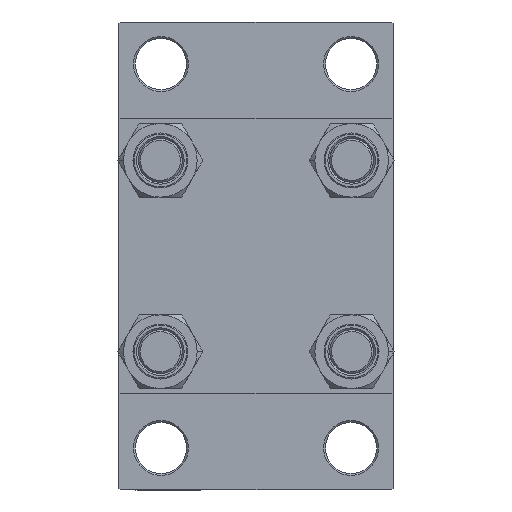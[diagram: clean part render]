
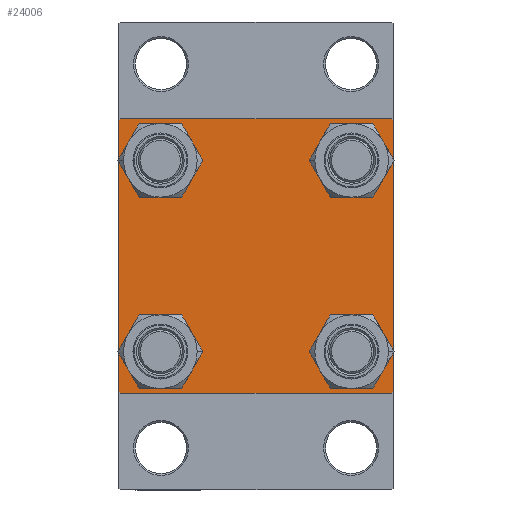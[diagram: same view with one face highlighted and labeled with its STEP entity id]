
A CAD part, left-side view. The second image highlights one B-rep face of the part: STEP entity #24006.
In plain terms, the highlighted planar face has unit normal (-1, 0, 0).
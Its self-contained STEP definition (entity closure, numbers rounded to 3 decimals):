
#180 = VECTOR ( 'NONE', #38903, 1000. ) ;
#473 = VERTEX_POINT ( 'NONE', #22489 ) ;
#595 = CARTESIAN_POINT ( 'NONE',  ( 0., -26.15, 19.65 ) ) ;
#1127 = DIRECTION ( 'NONE',  ( 1., 0., 0. ) ) ;
#1356 = CARTESIAN_POINT ( 'NONE',  ( 0., 26.15, -26.15 ) ) ;
#1710 = CARTESIAN_POINT ( 'NONE',  ( 0., -37.25, 37.25 ) ) ;
#2399 = CIRCLE ( 'NONE', #45293, 6.5 ) ;
#2763 = CARTESIAN_POINT ( 'NONE',  ( 0., 37., 37.5 ) ) ;
#3078 = ORIENTED_EDGE ( 'NONE', *, *, #16904, .T. ) ;
#3087 = DIRECTION ( 'NONE',  ( 1., 0., 0. ) ) ;
#3347 = CARTESIAN_POINT ( 'NONE',  ( 0., -37.5, 37.5 ) ) ;
#3405 = CARTESIAN_POINT ( 'NONE',  ( 0., -26.15, -19.65 ) ) ;
#3406 = DIRECTION ( 'NONE',  ( 0., 0., 1. ) ) ;
#3827 = FACE_BOUND ( 'NONE', #13026, .T. ) ;
#4236 = DIRECTION ( 'NONE',  ( 0., 0., 1. ) ) ;
#5007 = PLANE ( 'NONE',  #40063 ) ;
#5532 = EDGE_LOOP ( 'NONE', ( #31229, #40999 ) ) ;
#5846 = CARTESIAN_POINT ( 'NONE',  ( 0., 37., -37.5 ) ) ;
#6232 = CIRCLE ( 'NONE', #37626, 6.5 ) ;
#6331 = ORIENTED_EDGE ( 'NONE', *, *, #34890, .T. ) ;
#7104 = DIRECTION ( 'NONE',  ( 0., 0., 1. ) ) ;
#7223 = EDGE_CURVE ( 'NONE', #30091, #11232, #43454, .T. ) ;
#7565 = VERTEX_POINT ( 'NONE', #11348 ) ;
#8028 = EDGE_CURVE ( 'NONE', #18710, #11138, #20522, .T. ) ;
#8322 = CARTESIAN_POINT ( 'NONE',  ( 0., -37.5, 37. ) ) ;
#9000 = LINE ( 'NONE', #23641, #24089 ) ;
#9188 = VECTOR ( 'NONE', #20815, 1000. ) ;
#9285 = EDGE_CURVE ( 'NONE', #473, #19754, #43361, .T. ) ;
#9913 = CARTESIAN_POINT ( 'NONE',  ( 0., 26.15, 32.65 ) ) ;
#10468 = DIRECTION ( 'NONE',  ( 1., 0., 0. ) ) ;
#11053 = CARTESIAN_POINT ( 'NONE',  ( 0., -26.15, 26.15 ) ) ;
#11138 = VERTEX_POINT ( 'NONE', #17261 ) ;
#11232 = VERTEX_POINT ( 'NONE', #39787 ) ;
#11348 = CARTESIAN_POINT ( 'NONE',  ( 0., -37., -37.5 ) ) ;
#11948 = ORIENTED_EDGE ( 'NONE', *, *, #44163, .T. ) ;
#12653 = CARTESIAN_POINT ( 'NONE',  ( 0., -37.5, -37. ) ) ;
#13026 = EDGE_LOOP ( 'NONE', ( #3078, #32951 ) ) ;
#13202 = EDGE_LOOP ( 'NONE', ( #13905, #33629 ) ) ;
#13334 = EDGE_CURVE ( 'NONE', #14786, #41873, #39707, .T. ) ;
#13905 = ORIENTED_EDGE ( 'NONE', *, *, #29118, .T. ) ;
#13947 = DIRECTION ( 'NONE',  ( 1., 0., 0. ) ) ;
#14126 = CARTESIAN_POINT ( 'NONE',  ( 0., 26.15, 26.15 ) ) ;
#14437 = AXIS2_PLACEMENT_3D ( 'NONE', #21318, #3087, #39772 ) ;
#14455 = ORIENTED_EDGE ( 'NONE', *, *, #44813, .T. ) ;
#14537 = CARTESIAN_POINT ( 'NONE',  ( 0., -26.15, -26.15 ) ) ;
#14786 = VERTEX_POINT ( 'NONE', #9913 ) ;
#15542 = CARTESIAN_POINT ( 'NONE',  ( 0., -26.15, -26.15 ) ) ;
#16045 = AXIS2_PLACEMENT_3D ( 'NONE', #11053, #13947, #3406 ) ;
#16246 = DIRECTION ( 'NONE',  ( 0., -0.707, 0.707 ) ) ;
#16711 = DIRECTION ( 'NONE',  ( 0., 0., 1. ) ) ;
#16904 = EDGE_CURVE ( 'NONE', #11138, #18710, #27541, .T. ) ;
#16973 = CIRCLE ( 'NONE', #39178, 6.5 ) ;
#17046 = VERTEX_POINT ( 'NONE', #34302 ) ;
#17153 = EDGE_CURVE ( 'NONE', #17267, #40191, #36422, .T. ) ;
#17236 = CARTESIAN_POINT ( 'NONE',  ( 0., 37.25, -37.25 ) ) ;
#17261 = CARTESIAN_POINT ( 'NONE',  ( 0., -26.15, 32.65 ) ) ;
#17267 = VERTEX_POINT ( 'NONE', #8322 ) ;
#17506 = EDGE_CURVE ( 'NONE', #31736, #17046, #47167, .T. ) ;
#18259 = VECTOR ( 'NONE', #28959, 1000. ) ;
#18328 = ORIENTED_EDGE ( 'NONE', *, *, #17153, .F. ) ;
#18710 = VERTEX_POINT ( 'NONE', #595 ) ;
#19412 = FACE_BOUND ( 'NONE', #13202, .T. ) ;
#19583 = EDGE_CURVE ( 'NONE', #43497, #38766, #2399, .T. ) ;
#19754 = VERTEX_POINT ( 'NONE', #5846 ) ;
#20192 = ORIENTED_EDGE ( 'NONE', *, *, #31666, .F. ) ;
#20306 = DIRECTION ( 'NONE',  ( 0., 0., 1. ) ) ;
#20522 = CIRCLE ( 'NONE', #31974, 6.5 ) ;
#20815 = DIRECTION ( 'NONE',  ( 0., 0.707, -0.707 ) ) ;
#20950 = AXIS2_PLACEMENT_3D ( 'NONE', #1356, #1127, #44778 ) ;
#21318 = CARTESIAN_POINT ( 'NONE',  ( 0., 26.15, 26.15 ) ) ;
#21770 = DIRECTION ( 'NONE',  ( 1., 0., 0. ) ) ;
#22172 = VECTOR ( 'NONE', #28766, 1000. ) ;
#22489 = CARTESIAN_POINT ( 'NONE',  ( 0., 37.5, -37. ) ) ;
#23381 = CARTESIAN_POINT ( 'NONE',  ( 0., 26.15, -32.65 ) ) ;
#23527 = AXIS2_PLACEMENT_3D ( 'NONE', #14537, #10468, #7104 ) ;
#23641 = CARTESIAN_POINT ( 'NONE',  ( 0., 37.5, 37.5 ) ) ;
#23753 = ORIENTED_EDGE ( 'NONE', *, *, #27754, .T. ) ;
#24006 = ADVANCED_FACE ( 'NONE', ( #3827, #39227, #19412, #42586, #24343 ), #5007, .T. ) ;
#24035 = CARTESIAN_POINT ( 'NONE',  ( 0., 37.5, -37.5 ) ) ;
#24089 = VECTOR ( 'NONE', #42111, 1000. ) ;
#24343 = FACE_OUTER_BOUND ( 'NONE', #31754, .T. ) ;
#26557 = DIRECTION ( 'NONE',  ( 0., 0., 1. ) ) ;
#27265 = LINE ( 'NONE', #31819, #36905 ) ;
#27541 = CIRCLE ( 'NONE', #16045, 6.5 ) ;
#27622 = CARTESIAN_POINT ( 'NONE',  ( 0., 37.5, 37.5 ) ) ;
#27754 = EDGE_CURVE ( 'NONE', #17267, #42349, #45350, .T. ) ;
#27968 = CARTESIAN_POINT ( 'NONE',  ( 0., 26.15, -26.15 ) ) ;
#28766 = DIRECTION ( 'NONE',  ( 0., 0., -1. ) ) ;
#28959 = DIRECTION ( 'NONE',  ( 0., -0.707, -0.707 ) ) ;
#29118 = EDGE_CURVE ( 'NONE', #38766, #43497, #41635, .T. ) ;
#30091 = VERTEX_POINT ( 'NONE', #3405 ) ;
#30716 = EDGE_LOOP ( 'NONE', ( #40994, #34025 ) ) ;
#31198 = ORIENTED_EDGE ( 'NONE', *, *, #17506, .T. ) ;
#31229 = ORIENTED_EDGE ( 'NONE', *, *, #13334, .T. ) ;
#31666 = EDGE_CURVE ( 'NONE', #31736, #42349, #9000, .T. ) ;
#31736 = VERTEX_POINT ( 'NONE', #2763 ) ;
#31754 = EDGE_LOOP ( 'NONE', ( #6331, #32382, #14455, #11948, #18328, #23753, #20192, #31198 ) ) ;
#31819 = CARTESIAN_POINT ( 'NONE',  ( 0., -37.25, -37.25 ) ) ;
#31974 = AXIS2_PLACEMENT_3D ( 'NONE', #39749, #21770, #4236 ) ;
#32382 = ORIENTED_EDGE ( 'NONE', *, *, #9285, .T. ) ;
#32951 = ORIENTED_EDGE ( 'NONE', *, *, #8028, .T. ) ;
#33629 = ORIENTED_EDGE ( 'NONE', *, *, #19583, .T. ) ;
#33817 = CARTESIAN_POINT ( 'NONE',  ( 0., 26.15, -19.65 ) ) ;
#34025 = ORIENTED_EDGE ( 'NONE', *, *, #39165, .T. ) ;
#34302 = CARTESIAN_POINT ( 'NONE',  ( 0., 37.5, 37. ) ) ;
#34890 = EDGE_CURVE ( 'NONE', #17046, #473, #42511, .T. ) ;
#35161 = DIRECTION ( 'NONE',  ( 1., 0., 0. ) ) ;
#35383 = DIRECTION ( 'NONE',  ( -1., 0., 0. ) ) ;
#35664 = CARTESIAN_POINT ( 'NONE',  ( 0., 37.25, 37.25 ) ) ;
#36422 = LINE ( 'NONE', #3347, #22172 ) ;
#36905 = VECTOR ( 'NONE', #16246, 1000. ) ;
#36960 = CARTESIAN_POINT ( 'NONE',  ( 0., 26.15, 19.65 ) ) ;
#37626 = AXIS2_PLACEMENT_3D ( 'NONE', #14126, #46985, #44085 ) ;
#38290 = VECTOR ( 'NONE', #42732, 1000. ) ;
#38518 = VECTOR ( 'NONE', #45591, 1000. ) ;
#38766 = VERTEX_POINT ( 'NONE', #33817 ) ;
#38903 = DIRECTION ( 'NONE',  ( 0., -1., 0. ) ) ;
#38988 = CARTESIAN_POINT ( 'NONE',  ( 0., 0., 0. ) ) ;
#39029 = EDGE_CURVE ( 'NONE', #41873, #14786, #6232, .T. ) ;
#39165 = EDGE_CURVE ( 'NONE', #11232, #30091, #16973, .T. ) ;
#39178 = AXIS2_PLACEMENT_3D ( 'NONE', #15542, #44808, #26557 ) ;
#39227 = FACE_BOUND ( 'NONE', #30716, .T. ) ;
#39707 = CIRCLE ( 'NONE', #14437, 6.5 ) ;
#39749 = CARTESIAN_POINT ( 'NONE',  ( 0., -26.15, 26.15 ) ) ;
#39772 = DIRECTION ( 'NONE',  ( 0., 0., 1. ) ) ;
#39787 = CARTESIAN_POINT ( 'NONE',  ( 0., -26.15, -32.65 ) ) ;
#40063 = AXIS2_PLACEMENT_3D ( 'NONE', #38988, #35383, #20306 ) ;
#40191 = VERTEX_POINT ( 'NONE', #12653 ) ;
#40994 = ORIENTED_EDGE ( 'NONE', *, *, #7223, .T. ) ;
#40999 = ORIENTED_EDGE ( 'NONE', *, *, #39029, .T. ) ;
#41635 = CIRCLE ( 'NONE', #20950, 6.5 ) ;
#41873 = VERTEX_POINT ( 'NONE', #36960 ) ;
#42111 = DIRECTION ( 'NONE',  ( 0., -1., 0. ) ) ;
#42269 = LINE ( 'NONE', #24035, #180 ) ;
#42349 = VERTEX_POINT ( 'NONE', #43755 ) ;
#42511 = LINE ( 'NONE', #27622, #38290 ) ;
#42586 = FACE_BOUND ( 'NONE', #5532, .T. ) ;
#42732 = DIRECTION ( 'NONE',  ( 0., 0., -1. ) ) ;
#43361 = LINE ( 'NONE', #17236, #18259 ) ;
#43454 = CIRCLE ( 'NONE', #23527, 6.5 ) ;
#43497 = VERTEX_POINT ( 'NONE', #23381 ) ;
#43755 = CARTESIAN_POINT ( 'NONE',  ( 0., -37., 37.5 ) ) ;
#44085 = DIRECTION ( 'NONE',  ( 0., 0., 1. ) ) ;
#44163 = EDGE_CURVE ( 'NONE', #7565, #40191, #27265, .T. ) ;
#44778 = DIRECTION ( 'NONE',  ( 0., 0., 1. ) ) ;
#44808 = DIRECTION ( 'NONE',  ( 1., 0., 0. ) ) ;
#44813 = EDGE_CURVE ( 'NONE', #19754, #7565, #42269, .T. ) ;
#45293 = AXIS2_PLACEMENT_3D ( 'NONE', #27968, #35161, #16711 ) ;
#45350 = LINE ( 'NONE', #1710, #38518 ) ;
#45591 = DIRECTION ( 'NONE',  ( 0., 0.707, 0.707 ) ) ;
#46985 = DIRECTION ( 'NONE',  ( 1., 0., 0. ) ) ;
#47167 = LINE ( 'NONE', #35664, #9188 ) ;
